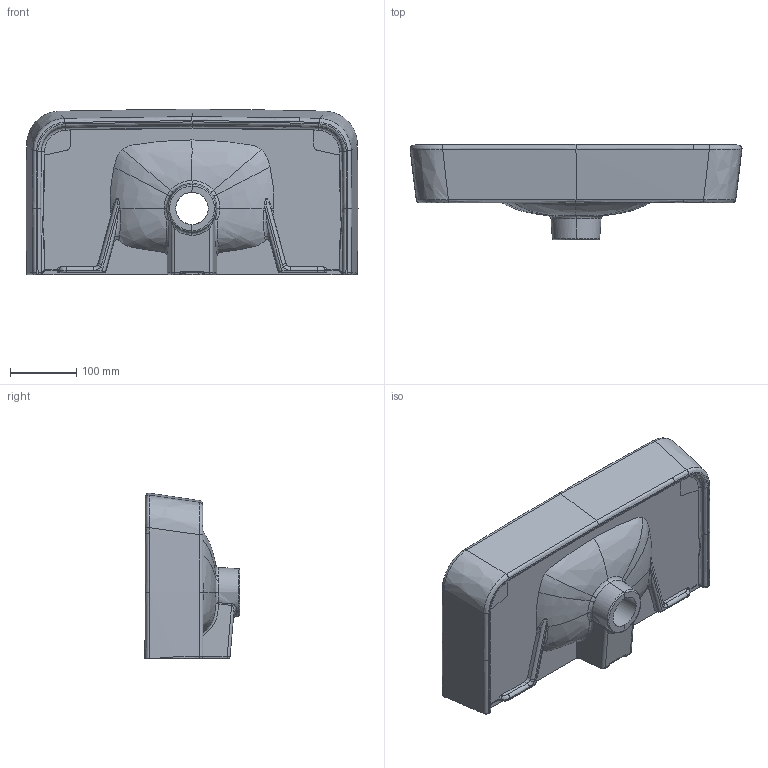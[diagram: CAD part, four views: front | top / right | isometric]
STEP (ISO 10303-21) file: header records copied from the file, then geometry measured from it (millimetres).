
FILE_DESCRIPTION(/* description */ (''),/* implementation_level */ '2;1');
FILE_NAME(/* name */ '434250.stp',/* time_stamp */ '2020-03-26T09:08:14+01:00',/* author */ (''),/* organization */ (''),/* preprocessor_version */ 'ST-DEVELOPER v16.7',/* originating_system */ 'SIEMENS PLM Software NX 1863',/* authorisation */ '');
FILE_SCHEMA (('AUTOMOTIVE_DESIGN { 1 0 10303 214 3 1 1 1 }'));
Length unit declared in the file: millimetre
Products named in the file (1): Sier2A70749Asfv7
Bounding box: 499.98 x 144.06 x 249.43 mm (x, y, z)
Volume: 6529741.6 mm3; surface area: 423059.1 mm2
Topology: 1 solids, 1 shells, 298 faces, 792 edges, 480 vertices
Faces by surface type: bspline 222, cylinder 37, plane 23, sphere 10, torus 4, cone 2
Full cylindrical faces by diameter (mm): 25 x1, 48.673 x1
Entity records: 31202 total; most frequent: CARTESIAN_POINT 25666, ORIENTED_EDGE 1542, EDGE_CURVE 771, DIRECTION 568, B_SPLINE_CURVE_WITH_KNOTS 502, VERTEX_POINT 478, EDGE_LOOP 303, ADVANCED_FACE 298
